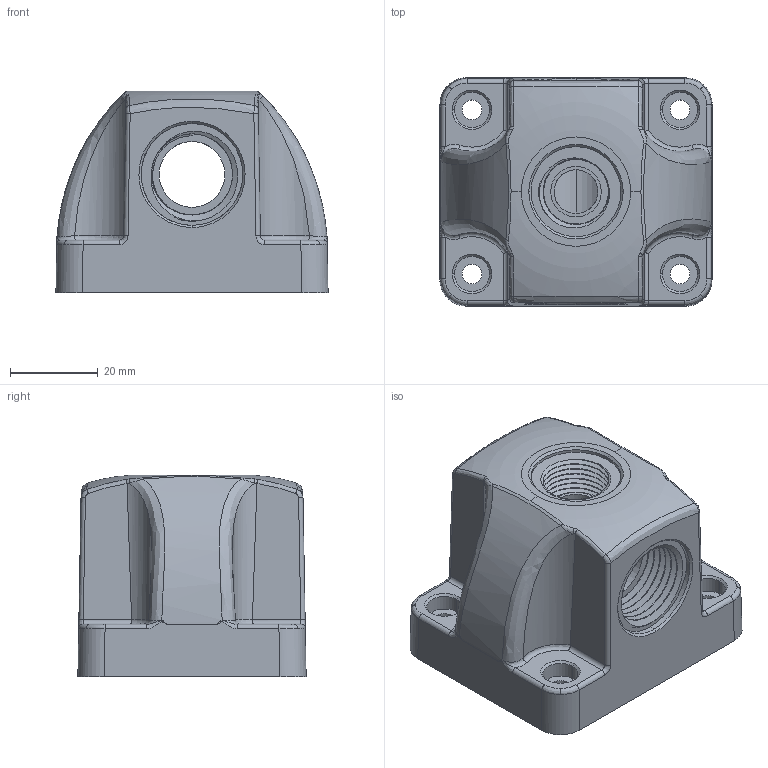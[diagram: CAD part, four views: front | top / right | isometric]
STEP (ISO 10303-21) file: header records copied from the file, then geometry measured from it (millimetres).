
FILE_DESCRIPTION (( 'STEP AP203' ), '1' );
FILE_NAME ('R243.012.012.STEP', '2015-06-12T11:58:08', ( '' ), ( '' ), 'SwSTEP 2.0', 'SolidWorks 2012', '' );
FILE_SCHEMA (( 'CONFIG_CONTROL_DESIGN' ));
Length unit declared in the file: millimetre
Products named in the file (1): R243.012.012
Bounding box: 62 x 52 x 46 mm (x, y, z)
Volume: 49467.7 mm3; surface area: 25233.6 mm2
Topology: 1 solids, 1 shells, 396 faces, 972 edges, 583 vertices
Faces by surface type: cylinder 159, bspline 111, plane 50, torus 34, sphere 32, cone 10
Entity records: 25215 total; most frequent: CARTESIAN_POINT 16973, ORIENTED_EDGE 1936, DIRECTION 1472, EDGE_CURVE 968, AXIS2_PLACEMENT_3D 623, VERTEX_POINT 583, EDGE_LOOP 419, FACE_OUTER_BOUND 396
